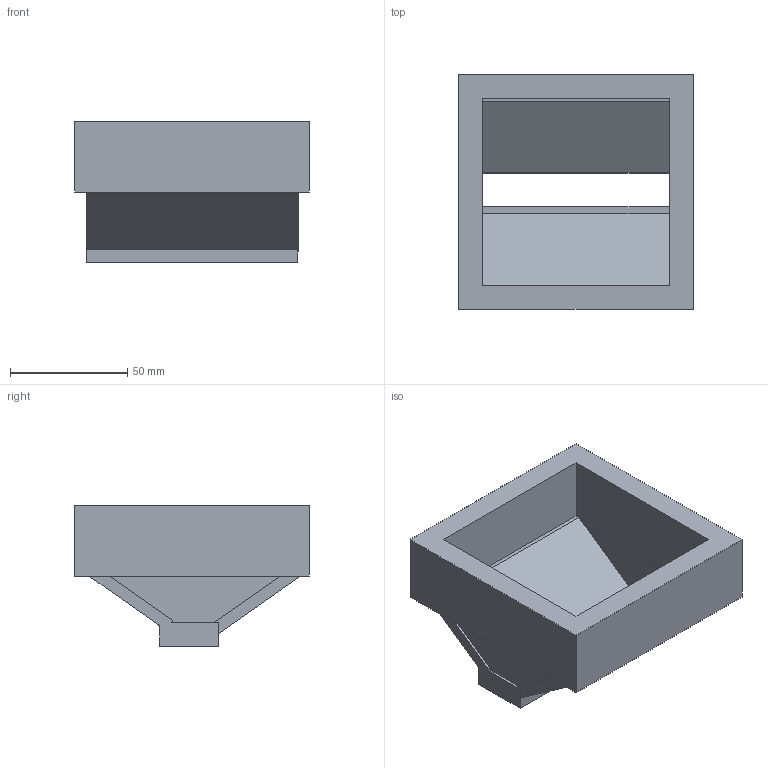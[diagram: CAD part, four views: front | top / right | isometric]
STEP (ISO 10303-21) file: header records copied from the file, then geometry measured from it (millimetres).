
FILE_DESCRIPTION(/* description */ (''),/* implementation_level */ '2;1');
FILE_NAME(/* name */ 'single line funnel v1.step',/* time_stamp */ '2024-10-30T02:21:05+05:30',/* author */ (''),/* organization */ (''),/* preprocessor_version */ 'ST-DEVELOPER v20',/* originating_system */ 'Autodesk Translation Framework v13.20.0.188',/* authorisation */ '');
FILE_SCHEMA (('AUTOMOTIVE_DESIGN { 1 0 10303 214 3 1 1 }'));
Length unit declared in the file: millimetre
Products named in the file (1): single line funnel
Bounding box: 100 x 100 x 60 mm (x, y, z)
Volume: 159096.2 mm3; surface area: 49728.9 mm2
Topology: 1 solids, 1 shells, 51 faces, 144 edges, 96 vertices
Faces by surface type: plane 51
Entity records: 1655 total; most frequent: CARTESIAN_POINT 292, ORIENTED_EDGE 288, DIRECTION 248, LINE 144, VECTOR 144, EDGE_CURVE 144, VERTEX_POINT 96, EDGE_LOOP 54
